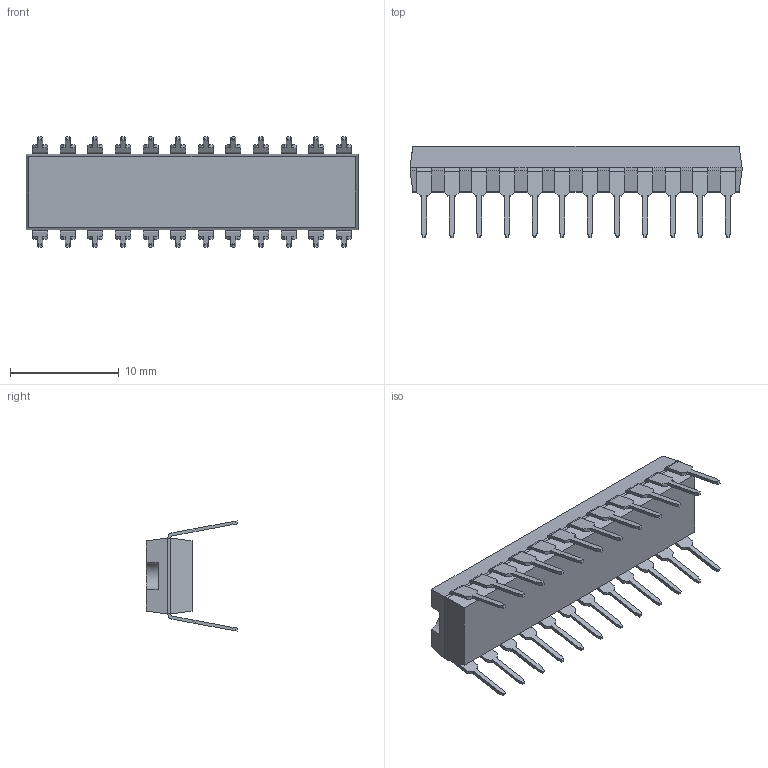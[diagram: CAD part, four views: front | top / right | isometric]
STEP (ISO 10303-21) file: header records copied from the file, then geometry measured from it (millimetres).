
FILE_DESCRIPTION (( 'STEP AP214' ), '1' );
FILE_NAME ('MAX7219.STEP', '2020-03-22T06:36:45', ( '' ), ( '' ), 'SwSTEP 2.0', 'SolidWorks 2017', '' );
FILE_SCHEMA (( 'AUTOMOTIVE_DESIGN' ));
Length unit declared in the file: millimetre
Products named in the file (1): MAX7219
Bounding box: 30.55 x 8.38 x 10.16 mm (x, y, z)
Volume: 890.6 mm3; surface area: 1066.1 mm2
Topology: 26 solids, 26 shells, 503 faces, 1342 edges, 892 vertices
Faces by surface type: plane 450, cylinder 53
Entity records: 15677 total; most frequent: CARTESIAN_POINT 2744, ORIENTED_EDGE 2684, DIRECTION 2454, EDGE_CURVE 1342, LINE 1234, VECTOR 1234, VERTEX_POINT 892, AXIS2_PLACEMENT_3D 610
